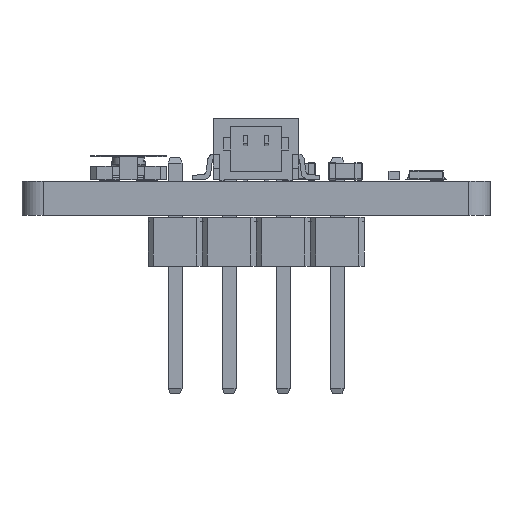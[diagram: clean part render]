
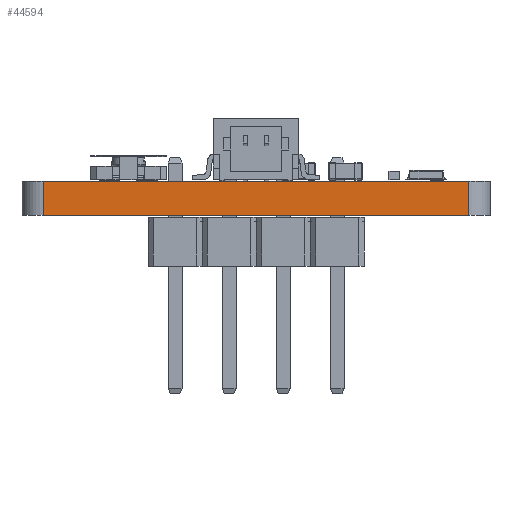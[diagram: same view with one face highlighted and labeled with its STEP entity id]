
A CAD part, front view. The second image highlights one B-rep face of the part: STEP entity #44594.
In plain terms, the highlighted planar face has unit normal (0, -1, 0).
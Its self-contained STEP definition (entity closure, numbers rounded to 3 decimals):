
#43537 = PLANE('',#43538);
#43538 = AXIS2_PLACEMENT_3D('',#43539,#43540,#43541);
#43539 = CARTESIAN_POINT('',(11.,11.,1.6));
#43540 = DIRECTION('',(-0.,-0.,-1.));
#43541 = DIRECTION('',(-1.,0.,0.));
#43565 = CYLINDRICAL_SURFACE('',#43566,1.);
#43566 = AXIS2_PLACEMENT_3D('',#43567,#43568,#43569);
#43567 = CARTESIAN_POINT('',(21.,1.,0.));
#43568 = DIRECTION('',(-0.,-0.,-1.));
#43569 = DIRECTION('',(1.,0.,-0.));
#43591 = PLANE('',#43592);
#43592 = AXIS2_PLACEMENT_3D('',#43593,#43594,#43595);
#43593 = CARTESIAN_POINT('',(11.,11.,0.));
#43594 = DIRECTION('',(-0.,-0.,-1.));
#43595 = DIRECTION('',(-1.,0.,0.));
#43692 = EDGE_CURVE('',#43693,#43695,#43697,.T.);
#43693 = VERTEX_POINT('',#43694);
#43694 = CARTESIAN_POINT('',(21.,0.,0.));
#43695 = VERTEX_POINT('',#43696);
#43696 = CARTESIAN_POINT('',(21.,0.,1.6));
#43697 = SURFACE_CURVE('',#43698,(#43702,#43709),.PCURVE_S1.);
#43698 = LINE('',#43699,#43700);
#43699 = CARTESIAN_POINT('',(21.,0.,0.));
#43700 = VECTOR('',#43701,1.);
#43701 = DIRECTION('',(0.,0.,1.));
#43702 = PCURVE('',#43565,#43703);
#43703 = DEFINITIONAL_REPRESENTATION('',(#43704),#43708);
#43704 = LINE('',#43705,#43706);
#43705 = CARTESIAN_POINT('',(-4.712,0.));
#43706 = VECTOR('',#43707,1.);
#43707 = DIRECTION('',(-0.,-1.));
#43708 = ( GEOMETRIC_REPRESENTATION_CONTEXT(2) 
PARAMETRIC_REPRESENTATION_CONTEXT() REPRESENTATION_CONTEXT('2D SPACE',''
  ) );
#43709 = PCURVE('',#43710,#43715);
#43710 = PLANE('',#43711);
#43711 = AXIS2_PLACEMENT_3D('',#43712,#43713,#43714);
#43712 = CARTESIAN_POINT('',(21.,0.,0.));
#43713 = DIRECTION('',(0.,-1.,0.));
#43714 = DIRECTION('',(-1.,0.,0.));
#43715 = DEFINITIONAL_REPRESENTATION('',(#43716),#43720);
#43716 = LINE('',#43717,#43718);
#43717 = CARTESIAN_POINT('',(0.,-0.));
#43718 = VECTOR('',#43719,1.);
#43719 = DIRECTION('',(0.,-1.));
#43720 = ( GEOMETRIC_REPRESENTATION_CONTEXT(2) 
PARAMETRIC_REPRESENTATION_CONTEXT() REPRESENTATION_CONTEXT('2D SPACE',''
  ) );
#43780 = EDGE_CURVE('',#43693,#43781,#43783,.T.);
#43781 = VERTEX_POINT('',#43782);
#43782 = CARTESIAN_POINT('',(1.,-0.,0.));
#43783 = SURFACE_CURVE('',#43784,(#43788,#43795),.PCURVE_S1.);
#43784 = LINE('',#43785,#43786);
#43785 = CARTESIAN_POINT('',(21.,0.,0.));
#43786 = VECTOR('',#43787,1.);
#43787 = DIRECTION('',(-1.,-0.,0.));
#43788 = PCURVE('',#43591,#43789);
#43789 = DEFINITIONAL_REPRESENTATION('',(#43790),#43794);
#43790 = LINE('',#43791,#43792);
#43791 = CARTESIAN_POINT('',(-10.,-11.));
#43792 = VECTOR('',#43793,1.);
#43793 = DIRECTION('',(1.,0.));
#43794 = ( GEOMETRIC_REPRESENTATION_CONTEXT(2) 
PARAMETRIC_REPRESENTATION_CONTEXT() REPRESENTATION_CONTEXT('2D SPACE',''
  ) );
#43795 = PCURVE('',#43710,#43796);
#43796 = DEFINITIONAL_REPRESENTATION('',(#43797),#43801);
#43797 = LINE('',#43798,#43799);
#43798 = CARTESIAN_POINT('',(0.,-0.));
#43799 = VECTOR('',#43800,1.);
#43800 = DIRECTION('',(1.,0.));
#43801 = ( GEOMETRIC_REPRESENTATION_CONTEXT(2) 
PARAMETRIC_REPRESENTATION_CONTEXT() REPRESENTATION_CONTEXT('2D SPACE',''
  ) );
#43824 = CYLINDRICAL_SURFACE('',#43825,1.);
#43825 = AXIS2_PLACEMENT_3D('',#43826,#43827,#43828);
#43826 = CARTESIAN_POINT('',(1.,1.,0.));
#43827 = DIRECTION('',(-0.,-0.,-1.));
#43828 = DIRECTION('',(1.,0.,-0.));
#44204 = EDGE_CURVE('',#43695,#44205,#44207,.T.);
#44205 = VERTEX_POINT('',#44206);
#44206 = CARTESIAN_POINT('',(1.,0.,1.6));
#44207 = SURFACE_CURVE('',#44208,(#44212,#44219),.PCURVE_S1.);
#44208 = LINE('',#44209,#44210);
#44209 = CARTESIAN_POINT('',(21.,0.,1.6));
#44210 = VECTOR('',#44211,1.);
#44211 = DIRECTION('',(-1.,-0.,0.));
#44212 = PCURVE('',#43537,#44213);
#44213 = DEFINITIONAL_REPRESENTATION('',(#44214),#44218);
#44214 = LINE('',#44215,#44216);
#44215 = CARTESIAN_POINT('',(-10.,-11.));
#44216 = VECTOR('',#44217,1.);
#44217 = DIRECTION('',(1.,0.));
#44218 = ( GEOMETRIC_REPRESENTATION_CONTEXT(2) 
PARAMETRIC_REPRESENTATION_CONTEXT() REPRESENTATION_CONTEXT('2D SPACE',''
  ) );
#44219 = PCURVE('',#43710,#44220);
#44220 = DEFINITIONAL_REPRESENTATION('',(#44221),#44225);
#44221 = LINE('',#44222,#44223);
#44222 = CARTESIAN_POINT('',(0.,-1.6));
#44223 = VECTOR('',#44224,1.);
#44224 = DIRECTION('',(1.,0.));
#44225 = ( GEOMETRIC_REPRESENTATION_CONTEXT(2) 
PARAMETRIC_REPRESENTATION_CONTEXT() REPRESENTATION_CONTEXT('2D SPACE',''
  ) );
#44594 = ADVANCED_FACE('',(#44595),#43710,.T.);
#44595 = FACE_BOUND('',#44596,.T.);
#44596 = EDGE_LOOP('',(#44597,#44598,#44599,#44620));
#44597 = ORIENTED_EDGE('',*,*,#43692,.T.);
#44598 = ORIENTED_EDGE('',*,*,#44204,.T.);
#44599 = ORIENTED_EDGE('',*,*,#44600,.F.);
#44600 = EDGE_CURVE('',#43781,#44205,#44601,.T.);
#44601 = SURFACE_CURVE('',#44602,(#44606,#44613),.PCURVE_S1.);
#44602 = LINE('',#44603,#44604);
#44603 = CARTESIAN_POINT('',(1.,-0.,0.));
#44604 = VECTOR('',#44605,1.);
#44605 = DIRECTION('',(0.,0.,1.));
#44606 = PCURVE('',#43710,#44607);
#44607 = DEFINITIONAL_REPRESENTATION('',(#44608),#44612);
#44608 = LINE('',#44609,#44610);
#44609 = CARTESIAN_POINT('',(20.,0.));
#44610 = VECTOR('',#44611,1.);
#44611 = DIRECTION('',(0.,-1.));
#44612 = ( GEOMETRIC_REPRESENTATION_CONTEXT(2) 
PARAMETRIC_REPRESENTATION_CONTEXT() REPRESENTATION_CONTEXT('2D SPACE',''
  ) );
#44613 = PCURVE('',#43824,#44614);
#44614 = DEFINITIONAL_REPRESENTATION('',(#44615),#44619);
#44615 = LINE('',#44616,#44617);
#44616 = CARTESIAN_POINT('',(-4.712,0.));
#44617 = VECTOR('',#44618,1.);
#44618 = DIRECTION('',(-0.,-1.));
#44619 = ( GEOMETRIC_REPRESENTATION_CONTEXT(2) 
PARAMETRIC_REPRESENTATION_CONTEXT() REPRESENTATION_CONTEXT('2D SPACE',''
  ) );
#44620 = ORIENTED_EDGE('',*,*,#43780,.F.);
